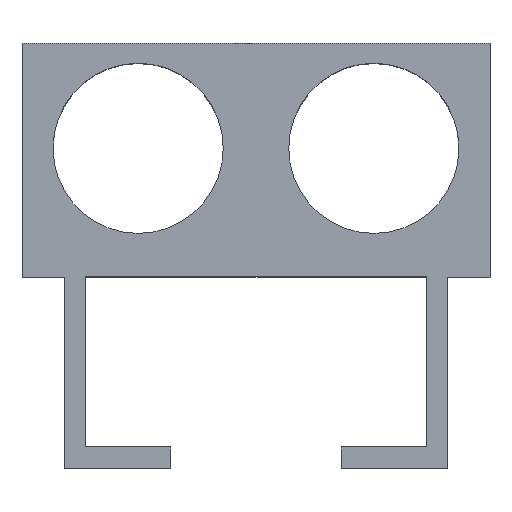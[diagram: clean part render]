
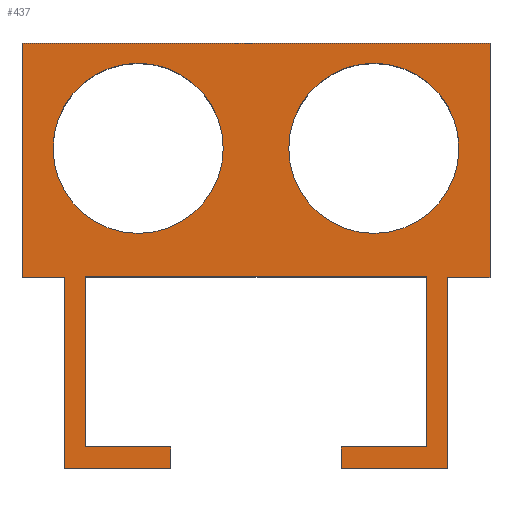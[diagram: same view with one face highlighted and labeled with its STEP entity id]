
A CAD part, top view. The second image highlights one B-rep face of the part: STEP entity #437.
In plain terms, the highlighted planar face has unit normal (0, 0, 1).
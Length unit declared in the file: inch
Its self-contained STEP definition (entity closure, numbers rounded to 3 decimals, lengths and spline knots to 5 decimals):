
#17=LINE('',#627,#65);
#20=LINE('',#633,#68);
#23=LINE('',#639,#71);
#26=LINE('',#645,#74);
#29=LINE('',#651,#77);
#32=LINE('',#657,#80);
#35=LINE('',#663,#83);
#38=LINE('',#669,#86);
#41=LINE('',#675,#89);
#44=LINE('',#681,#92);
#47=LINE('',#687,#95);
#50=LINE('',#693,#98);
#53=LINE('',#699,#101);
#56=LINE('',#705,#104);
#59=LINE('',#711,#107);
#62=LINE('',#715,#110);
#65=VECTOR('',#519,0.3937);
#68=VECTOR('',#524,0.3937);
#71=VECTOR('',#529,0.3937);
#74=VECTOR('',#534,0.3937);
#77=VECTOR('',#539,0.3937);
#80=VECTOR('',#544,0.3937);
#83=VECTOR('',#549,0.3937);
#86=VECTOR('',#554,0.3937);
#89=VECTOR('',#559,0.3937);
#92=VECTOR('',#564,0.3937);
#95=VECTOR('',#569,0.3937);
#98=VECTOR('',#574,0.3937);
#101=VECTOR('',#579,0.3937);
#104=VECTOR('',#584,0.3937);
#107=VECTOR('',#589,0.3937);
#110=VECTOR('',#594,0.3937);
#127=PLANE('',#487);
#137=FACE_BOUND('',#192,.T.);
#138=FACE_BOUND('',#193,.T.);
#161=FACE_OUTER_BOUND('',#191,.T.);
#191=EDGE_LOOP('',(#377,#378,#379,#380,#381,#382,#383,#384,#385,#386,#387,
#388,#389,#390,#391,#392));
#192=EDGE_LOOP('',(#393));
#193=EDGE_LOOP('',(#394));
#201=CIRCLE('',#466,0.5);
#203=CIRCLE('',#469,0.5);
#209=VERTEX_POINT('',#611);
#211=VERTEX_POINT('',#616);
#215=VERTEX_POINT('',#624);
#216=VERTEX_POINT('',#626);
#218=VERTEX_POINT('',#632);
#220=VERTEX_POINT('',#638);
#222=VERTEX_POINT('',#644);
#224=VERTEX_POINT('',#650);
#226=VERTEX_POINT('',#656);
#228=VERTEX_POINT('',#662);
#230=VERTEX_POINT('',#668);
#232=VERTEX_POINT('',#674);
#234=VERTEX_POINT('',#680);
#236=VERTEX_POINT('',#686);
#238=VERTEX_POINT('',#692);
#240=VERTEX_POINT('',#698);
#242=VERTEX_POINT('',#704);
#244=VERTEX_POINT('',#710);
#249=EDGE_CURVE('',#209,#209,#201,.T.);
#251=EDGE_CURVE('',#211,#211,#203,.T.);
#255=EDGE_CURVE('',#216,#215,#17,.T.);
#258=EDGE_CURVE('',#218,#216,#20,.T.);
#261=EDGE_CURVE('',#220,#218,#23,.T.);
#264=EDGE_CURVE('',#222,#220,#26,.T.);
#267=EDGE_CURVE('',#224,#222,#29,.T.);
#270=EDGE_CURVE('',#226,#224,#32,.T.);
#273=EDGE_CURVE('',#228,#226,#35,.T.);
#276=EDGE_CURVE('',#230,#228,#38,.T.);
#279=EDGE_CURVE('',#232,#230,#41,.T.);
#282=EDGE_CURVE('',#234,#232,#44,.T.);
#285=EDGE_CURVE('',#236,#234,#47,.T.);
#288=EDGE_CURVE('',#238,#236,#50,.T.);
#291=EDGE_CURVE('',#240,#238,#53,.T.);
#294=EDGE_CURVE('',#242,#240,#56,.T.);
#297=EDGE_CURVE('',#244,#242,#59,.T.);
#300=EDGE_CURVE('',#215,#244,#62,.T.);
#377=ORIENTED_EDGE('',*,*,#300,.T.);
#378=ORIENTED_EDGE('',*,*,#297,.T.);
#379=ORIENTED_EDGE('',*,*,#294,.T.);
#380=ORIENTED_EDGE('',*,*,#291,.T.);
#381=ORIENTED_EDGE('',*,*,#288,.T.);
#382=ORIENTED_EDGE('',*,*,#285,.T.);
#383=ORIENTED_EDGE('',*,*,#282,.T.);
#384=ORIENTED_EDGE('',*,*,#279,.T.);
#385=ORIENTED_EDGE('',*,*,#276,.T.);
#386=ORIENTED_EDGE('',*,*,#273,.T.);
#387=ORIENTED_EDGE('',*,*,#270,.T.);
#388=ORIENTED_EDGE('',*,*,#267,.T.);
#389=ORIENTED_EDGE('',*,*,#264,.T.);
#390=ORIENTED_EDGE('',*,*,#261,.T.);
#391=ORIENTED_EDGE('',*,*,#258,.T.);
#392=ORIENTED_EDGE('',*,*,#255,.T.);
#393=ORIENTED_EDGE('',*,*,#249,.T.);
#394=ORIENTED_EDGE('',*,*,#251,.T.);
#437=ADVANCED_FACE('',(#161,#137,#138),#127,.T.);
#466=AXIS2_PLACEMENT_3D('',#612,#505,#506);
#469=AXIS2_PLACEMENT_3D('',#617,#511,#512);
#487=AXIS2_PLACEMENT_3D('',#716,#595,#596);
#505=DIRECTION('center_axis',(0.,0.,-1.));
#506=DIRECTION('ref_axis',(-1.,0.,0.));
#511=DIRECTION('center_axis',(0.,0.,-1.));
#512=DIRECTION('ref_axis',(-1.,0.,0.));
#519=DIRECTION('',(0.,1.,0.));
#524=DIRECTION('',(-1.,0.,0.));
#529=DIRECTION('',(0.,1.,0.));
#534=DIRECTION('',(1.,0.,0.));
#539=DIRECTION('',(0.,-1.,0.));
#544=DIRECTION('',(1.,0.,0.));
#549=DIRECTION('',(0.,-1.,0.));
#554=DIRECTION('',(-1.,0.,0.));
#559=DIRECTION('',(0.,1.,0.));
#564=DIRECTION('',(1.,0.,0.));
#569=DIRECTION('',(0.,1.,0.));
#574=DIRECTION('',(1.,0.,0.));
#579=DIRECTION('',(0.,-1.,0.));
#584=DIRECTION('',(-1.,0.,0.));
#589=DIRECTION('',(0.,-1.,0.));
#594=DIRECTION('',(1.,0.,0.));
#595=DIRECTION('center_axis',(0.,0.,1.));
#596=DIRECTION('ref_axis',(1.,0.,0.));
#611=CARTESIAN_POINT('',(-0.1925,0.755,1.25));
#612=CARTESIAN_POINT('Origin',(-0.6925,0.755,1.25));
#616=CARTESIAN_POINT('',(1.1925,0.755,1.25));
#617=CARTESIAN_POINT('Origin',(0.6925,0.755,1.25));
#624=CARTESIAN_POINT('',(-1.,0.,1.25));
#626=CARTESIAN_POINT('',(-1.,-1.,1.25));
#627=CARTESIAN_POINT('',(-1.,-1.,1.25));
#632=CARTESIAN_POINT('',(-0.5,-1.,1.25));
#633=CARTESIAN_POINT('',(-0.5,-1.,1.25));
#638=CARTESIAN_POINT('',(-0.5,-1.125,1.25));
#639=CARTESIAN_POINT('',(-0.5,-1.125,1.25));
#644=CARTESIAN_POINT('',(-1.12495,-1.125,1.25));
#645=CARTESIAN_POINT('',(-1.12495,-1.125,1.25));
#650=CARTESIAN_POINT('',(-1.12495,-0.00345,1.25));
#651=CARTESIAN_POINT('',(-1.12495,-0.00345,1.25));
#656=CARTESIAN_POINT('',(-1.37495,-0.00345,1.25));
#657=CARTESIAN_POINT('',(-1.37495,-0.00345,1.25));
#662=CARTESIAN_POINT('',(-1.37495,1.37155,1.25));
#663=CARTESIAN_POINT('',(-1.37495,1.37155,1.25));
#668=CARTESIAN_POINT('',(1.37495,1.37155,1.25));
#669=CARTESIAN_POINT('',(1.37495,1.37155,1.25));
#674=CARTESIAN_POINT('',(1.37495,-0.00345,1.25));
#675=CARTESIAN_POINT('',(1.37495,-0.00345,1.25));
#680=CARTESIAN_POINT('',(1.12495,-0.00345,1.25));
#681=CARTESIAN_POINT('',(1.12495,-0.00345,1.25));
#686=CARTESIAN_POINT('',(1.12495,-1.125,1.25));
#687=CARTESIAN_POINT('',(1.12495,-1.125,1.25));
#692=CARTESIAN_POINT('',(0.5,-1.125,1.25));
#693=CARTESIAN_POINT('',(0.5,-1.125,1.25));
#698=CARTESIAN_POINT('',(0.5,-1.,1.25));
#699=CARTESIAN_POINT('',(0.5,-1.,1.25));
#704=CARTESIAN_POINT('',(1.,-1.,1.25));
#705=CARTESIAN_POINT('',(1.,-1.,1.25));
#710=CARTESIAN_POINT('',(1.,0.,1.25));
#711=CARTESIAN_POINT('',(1.,0.,1.25));
#715=CARTESIAN_POINT('',(-1.,0.,1.25));
#716=CARTESIAN_POINT('Origin',(0.,0.04841,
1.25));
